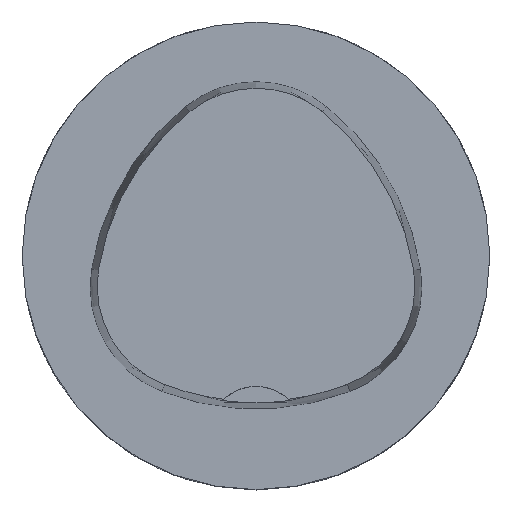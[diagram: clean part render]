
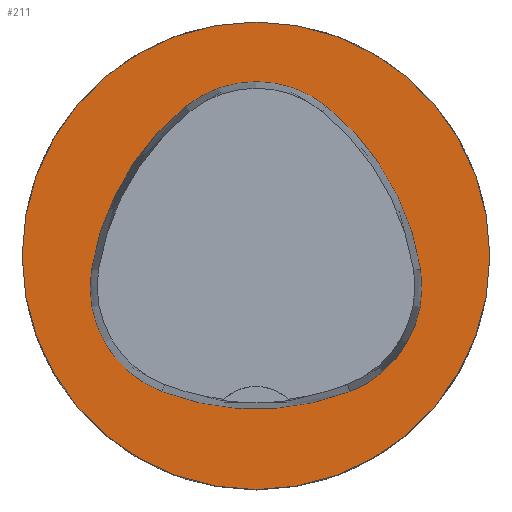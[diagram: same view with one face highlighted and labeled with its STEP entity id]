
A CAD part, top view. The second image highlights one B-rep face of the part: STEP entity #211.
In plain terms, the highlighted planar face has unit normal (0, 0, 1).
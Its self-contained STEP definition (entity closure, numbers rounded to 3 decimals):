
#211=ADVANCED_FACE('',(#403,#404),#251,.T.);
#251=PLANE('',#1176);
#403=FACE_BOUND('',#460,.T.);
#404=FACE_BOUND('',#461,.T.);
#460=EDGE_LOOP('',(#650,#651,#652,#653,#654,#655));
#461=EDGE_LOOP('',(#656));
#650=ORIENTED_EDGE('',*,*,#942,.T.);
#651=ORIENTED_EDGE('',*,*,#922,.T.);
#652=ORIENTED_EDGE('',*,*,#926,.T.);
#653=ORIENTED_EDGE('',*,*,#929,.T.);
#654=ORIENTED_EDGE('',*,*,#932,.T.);
#655=ORIENTED_EDGE('',*,*,#940,.T.);
#656=ORIENTED_EDGE('',*,*,#913,.F.);
#808=VERTEX_POINT('',#1839);
#817=VERTEX_POINT('',#1858);
#818=VERTEX_POINT('',#1859);
#821=VERTEX_POINT('',#1867);
#823=VERTEX_POINT('',#1873);
#825=VERTEX_POINT('',#1879);
#832=VERTEX_POINT('',#1900);
#913=EDGE_CURVE('',#808,#808,#993,.T.);
#922=EDGE_CURVE('',#817,#818,#994,.T.);
#926=EDGE_CURVE('',#818,#821,#996,.T.);
#929=EDGE_CURVE('',#821,#823,#998,.T.);
#932=EDGE_CURVE('',#823,#825,#1000,.T.);
#940=EDGE_CURVE('',#825,#832,#1004,.T.);
#942=EDGE_CURVE('',#832,#817,#1006,.T.);
#993=CIRCLE('',#1148,25.);
#994=CIRCLE('',#1154,28.);
#996=CIRCLE('',#1157,12.);
#998=CIRCLE('',#1160,28.);
#1000=CIRCLE('',#1163,12.);
#1004=CIRCLE('',#1168,28.);
#1006=CIRCLE('',#1171,12.);
#1148=AXIS2_PLACEMENT_3D('',#1838,#1359,#1360);
#1154=AXIS2_PLACEMENT_3D('',#1857,#1375,#1376);
#1157=AXIS2_PLACEMENT_3D('',#1866,#1383,#1384);
#1160=AXIS2_PLACEMENT_3D('',#1872,#1390,#1391);
#1163=AXIS2_PLACEMENT_3D('',#1878,#1397,#1398);
#1168=AXIS2_PLACEMENT_3D('',#1901,#1409,#1410);
#1171=AXIS2_PLACEMENT_3D('',#1904,#1415,#1416);
#1176=AXIS2_PLACEMENT_3D('',#1909,#1425,#1426);
#1359=DIRECTION('',(0.,0.,-1.));
#1360=DIRECTION('',(-1.,0.,0.));
#1375=DIRECTION('',(0.,0.,-1.));
#1376=DIRECTION('',(-1.,0.,0.));
#1383=DIRECTION('',(0.,0.,-1.));
#1384=DIRECTION('',(-1.,0.,0.));
#1390=DIRECTION('',(0.,0.,-1.));
#1391=DIRECTION('',(-1.,0.,0.));
#1397=DIRECTION('',(0.,0.,-1.));
#1398=DIRECTION('',(-1.,0.,0.));
#1409=DIRECTION('',(0.,0.,-1.));
#1410=DIRECTION('',(-1.,0.,0.));
#1415=DIRECTION('',(0.,0.,-1.));
#1416=DIRECTION('',(-1.,0.,0.));
#1425=DIRECTION('',(0.,0.,1.));
#1426=DIRECTION('',(1.,0.,0.));
#1838=CARTESIAN_POINT('',(0.,0.,0.));
#1839=CARTESIAN_POINT('',(-25.,0.,0.));
#1857=CARTESIAN_POINT('',(10.068,-5.824,0.));
#1858=CARTESIAN_POINT('',(-17.584,-1.424,0.));
#1859=CARTESIAN_POINT('',(-7.531,15.953,0.));
#1866=CARTESIAN_POINT('',(0.011,6.62,0.));
#1867=CARTESIAN_POINT('',(7.567,15.942,0.));
#1872=CARTESIAN_POINT('',(-10.063,-5.81,0.));
#1873=CARTESIAN_POINT('',(17.59,-1.418,0.));
#1878=CARTESIAN_POINT('',(5.739,-3.3,0.));
#1879=CARTESIAN_POINT('',(10.05,-14.499,0.));
#1900=CARTESIAN_POINT('',(-10.025,-14.516,0.));
#1901=CARTESIAN_POINT('',(-0.01,11.631,0.));
#1904=CARTESIAN_POINT('',(-5.733,-3.31,0.));
#1909=CARTESIAN_POINT('',(0.,0.,0.));
